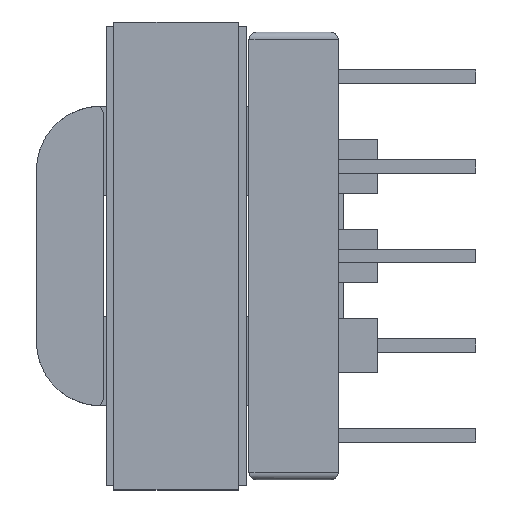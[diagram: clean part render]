
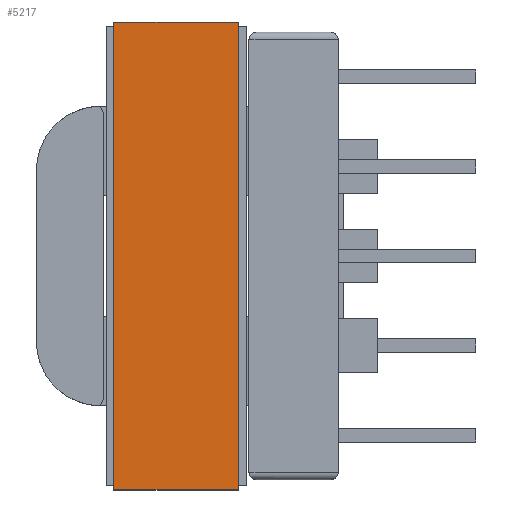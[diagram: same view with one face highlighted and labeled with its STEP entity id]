
A CAD part, left-side view. The second image highlights one B-rep face of the part: STEP entity #5217.
In plain terms, the highlighted face is planar.
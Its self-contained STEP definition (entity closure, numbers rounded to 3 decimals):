
#40 = DIRECTION ( 'NONE',  ( 1., 0., 0. ) ) ;
#233 = DIRECTION ( 'NONE',  ( 0., 0., 1. ) ) ;
#391 = VECTOR ( 'NONE', #1272, 1000. ) ;
#476 = CARTESIAN_POINT ( 'NONE',  ( 15.36, 0.16, 0. ) ) ;
#614 = CARTESIAN_POINT ( 'NONE',  ( 15.36, -16.56, -4.45 ) ) ;
#851 = VERTEX_POINT ( 'NONE', #2717 ) ;
#950 = VERTEX_POINT ( 'NONE', #476 ) ;
#1179 = ORIENTED_EDGE ( 'NONE', *, *, #2731, .F. ) ;
#1272 = DIRECTION ( 'NONE',  ( 0., 1., 0. ) ) ;
#1340 = PLANE ( 'NONE',  #5336 ) ;
#1670 = CARTESIAN_POINT ( 'NONE',  ( 15.36, 0.16, -4.45 ) ) ;
#2050 = LINE ( 'NONE', #2387, #4972 ) ;
#2115 = ORIENTED_EDGE ( 'NONE', *, *, #5150, .F. ) ;
#2387 = CARTESIAN_POINT ( 'NONE',  ( 15.36, 0.16, -4.45 ) ) ;
#2691 = EDGE_LOOP ( 'NONE', ( #2115, #1179, #3809, #4544 ) ) ;
#2717 = CARTESIAN_POINT ( 'NONE',  ( 15.36, -16.56, -4.45 ) ) ;
#2731 = EDGE_CURVE ( 'NONE', #851, #4521, #5179, .T. ) ;
#2783 = LINE ( 'NONE', #1670, #5403 ) ;
#3231 = EDGE_CURVE ( 'NONE', #3580, #950, #2050, .T. ) ;
#3578 = DIRECTION ( 'NONE',  ( 0., 1., 0. ) ) ;
#3580 = VERTEX_POINT ( 'NONE', #4497 ) ;
#3742 = DIRECTION ( 'NONE',  ( 0., 0., 1. ) ) ;
#3809 = ORIENTED_EDGE ( 'NONE', *, *, #3930, .T. ) ;
#3836 = CARTESIAN_POINT ( 'NONE',  ( 15.36, -16.56, 0. ) ) ;
#3930 = EDGE_CURVE ( 'NONE', #851, #3580, #2783, .T. ) ;
#4095 = VECTOR ( 'NONE', #3742, 1000. ) ;
#4315 = LINE ( 'NONE', #4381, #391 ) ;
#4381 = CARTESIAN_POINT ( 'NONE',  ( 15.36, 0.16, 0. ) ) ;
#4497 = CARTESIAN_POINT ( 'NONE',  ( 15.36, 0.16, -4.45 ) ) ;
#4521 = VERTEX_POINT ( 'NONE', #3836 ) ;
#4544 = ORIENTED_EDGE ( 'NONE', *, *, #3231, .T. ) ;
#4896 = CARTESIAN_POINT ( 'NONE',  ( 15.36, 0.16, -4.45 ) ) ;
#4921 = FACE_OUTER_BOUND ( 'NONE', #2691, .T. ) ;
#4972 = VECTOR ( 'NONE', #233, 1000. ) ;
#5150 = EDGE_CURVE ( 'NONE', #4521, #950, #4315, .T. ) ;
#5179 = LINE ( 'NONE', #614, #4095 ) ;
#5217 = ADVANCED_FACE ( 'NONE', ( #4921 ), #1340, .T. ) ;
#5336 = AXIS2_PLACEMENT_3D ( 'NONE', #4896, #40, #3578 ) ;
#5403 = VECTOR ( 'NONE', #5631, 1000. ) ;
#5631 = DIRECTION ( 'NONE',  ( 0., 1., 0. ) ) ;
